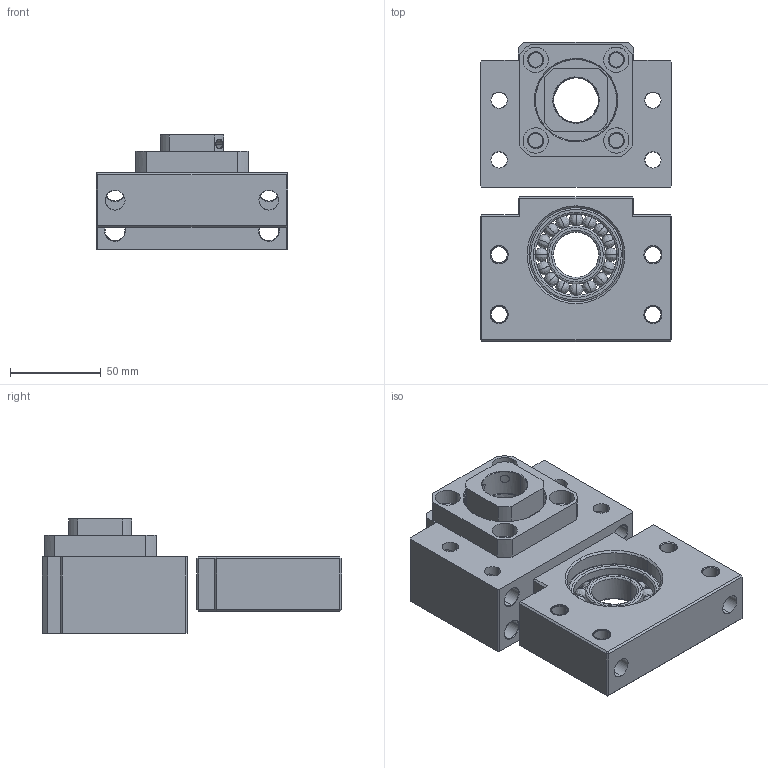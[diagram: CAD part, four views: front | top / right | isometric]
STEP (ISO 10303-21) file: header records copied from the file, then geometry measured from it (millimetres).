
FILE_DESCRIPTION (( 'STEP AP203' ), '1' );
FILE_NAME ('BK25 - BF25.STEP', '2021-08-18T17:52:28', ( '' ), ( '' ), 'SwSTEP 2.0', 'SolidWorks 2019', '' );
FILE_SCHEMA (( 'CONFIG_CONTROL_DESIGN' ));
Length unit declared in the file: millimetre
Products named in the file (3): BK25 - BF25; BK25; BF25
Assembly tree (2 placements, depth 2):
  BK25 - BF25
    BF25
    BK25
Bounding box: 106 x 165.38 x 63 mm (x, y, z)
Surface area: 126647.2 mm2 (no closed solid volume)
Topology: 0 solids, 31 shells, 411 faces, 1086 edges, 670 vertices
Faces by surface type: bspline 150, cylinder 130, plane 105, cone 26
Entity records: 33590 total; most frequent: CARTESIAN_POINT 25990, ORIENTED_EDGE 2020, EDGE_CURVE 1022, B_SPLINE_CURVE_WITH_KNOTS 830, VERTEX_POINT 670, DIRECTION 612, EDGE_LOOP 502, ADVANCED_FACE 411
